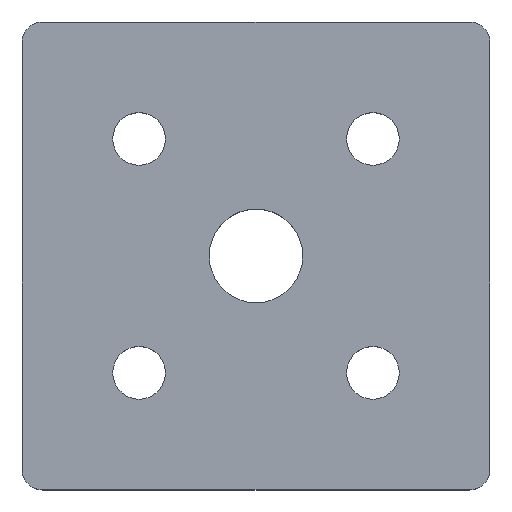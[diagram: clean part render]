
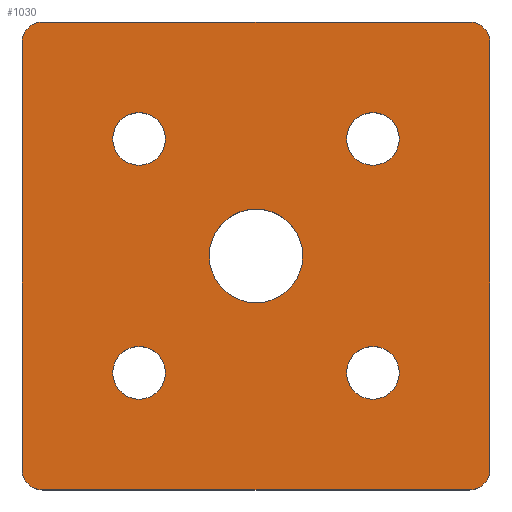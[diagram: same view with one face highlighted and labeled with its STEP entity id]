
A CAD part, top view. The second image highlights one B-rep face of the part: STEP entity #1030.
In plain terms, the highlighted planar face has unit normal (0, 0, 1).
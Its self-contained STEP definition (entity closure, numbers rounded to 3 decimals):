
#132=CARTESIAN_POINT('',(8.,0.0,15.0));
#133=VERTEX_POINT('',#132);
#149=CARTESIAN_POINT('',(-8.,0.,15.));
#150=VERTEX_POINT('',#149);
#157=CARTESIAN_POINT('',(0.,0.0,15.0));
#158=DIRECTION('',(0.0,0.0,-1.0));
#159=DIRECTION('',(1.0,0.0,0.0));
#160=AXIS2_PLACEMENT_3D('',#157,#158,#159);
#161=CIRCLE('',#160,8.0);
#162=EDGE_CURVE('',#133,#150,#161,.T.);
#174=CARTESIAN_POINT('',(24.5,-20.0,15.0));
#175=VERTEX_POINT('',#174);
#191=CARTESIAN_POINT('',(15.5,-20.,15.));
#192=VERTEX_POINT('',#191);
#199=CARTESIAN_POINT('',(20.0,-20.0,15.));
#200=DIRECTION('',(0.0,0.0,-1.0));
#201=DIRECTION('',(1.0,0.0,0.0));
#202=AXIS2_PLACEMENT_3D('',#199,#200,#201);
#203=CIRCLE('',#202,4.5);
#204=EDGE_CURVE('',#175,#192,#203,.T.);
#258=CARTESIAN_POINT('',(24.5,20.0,15.0));
#259=VERTEX_POINT('',#258);
#275=CARTESIAN_POINT('',(15.5,20.,15.));
#276=VERTEX_POINT('',#275);
#283=CARTESIAN_POINT('',(20.0,20.0,15.));
#284=DIRECTION('',(0.0,0.0,-1.0));
#285=DIRECTION('',(1.0,0.0,0.0));
#286=AXIS2_PLACEMENT_3D('',#283,#284,#285);
#287=CIRCLE('',#286,4.5);
#288=EDGE_CURVE('',#259,#276,#287,.T.);
#342=CARTESIAN_POINT('',(-15.5,20.0,15.0));
#343=VERTEX_POINT('',#342);
#359=CARTESIAN_POINT('',(-24.5,20.,15.));
#360=VERTEX_POINT('',#359);
#367=CARTESIAN_POINT('',(-20.0,20.0,15.));
#368=DIRECTION('',(0.0,0.0,-1.0));
#369=DIRECTION('',(1.0,0.0,0.0));
#370=AXIS2_PLACEMENT_3D('',#367,#368,#369);
#371=CIRCLE('',#370,4.5);
#372=EDGE_CURVE('',#343,#360,#371,.T.);
#426=CARTESIAN_POINT('',(-15.5,-20.0,15.0));
#427=VERTEX_POINT('',#426);
#443=CARTESIAN_POINT('',(-24.5,-20.,15.));
#444=VERTEX_POINT('',#443);
#451=CARTESIAN_POINT('',(-20.0,-20.0,15.));
#452=DIRECTION('',(0.0,0.0,-1.0));
#453=DIRECTION('',(1.0,0.0,0.0));
#454=AXIS2_PLACEMENT_3D('',#451,#452,#453);
#455=CIRCLE('',#454,4.5);
#456=EDGE_CURVE('',#427,#444,#455,.T.);
#737=CARTESIAN_POINT('',(40.0,-36.5,15.));
#738=VERTEX_POINT('',#737);
#745=CARTESIAN_POINT('',(36.5,-40.0,15.));
#746=VERTEX_POINT('',#745);
#747=CARTESIAN_POINT('',(36.5,-36.5,15.));
#748=DIRECTION('',(0.,0.,-1.));
#749=DIRECTION('',(0.707,-0.707,0.));
#750=AXIS2_PLACEMENT_3D('',#747,#748,#749);
#751=CIRCLE('',#750,3.5);
#752=EDGE_CURVE('',#738,#746,#751,.T.);
#769=CARTESIAN_POINT('',(40.0,36.5,15.));
#770=VERTEX_POINT('',#769);
#777=CARTESIAN_POINT('',(40.0,-36.5,15.));
#778=DIRECTION('',(0.0,1.0,0.0));
#779=VECTOR('',#778,73.0);
#780=LINE('',#777,#779);
#781=EDGE_CURVE('',#738,#770,#780,.T.);
#793=CARTESIAN_POINT('',(36.5,40.0,15.));
#794=VERTEX_POINT('',#793);
#801=CARTESIAN_POINT('',(36.5,36.5,15.));
#802=DIRECTION('',(0.,0.,-1.));
#803=DIRECTION('',(0.707,0.707,0.));
#804=AXIS2_PLACEMENT_3D('',#801,#802,#803);
#805=CIRCLE('',#804,3.5);
#806=EDGE_CURVE('',#794,#770,#805,.T.);
#818=CARTESIAN_POINT('',(-36.5,40.0,15.));
#819=VERTEX_POINT('',#818);
#826=CARTESIAN_POINT('',(36.5,40.0,15.));
#827=DIRECTION('',(-1.0,0.0,0.0));
#828=VECTOR('',#827,73.0);
#829=LINE('',#826,#828);
#830=EDGE_CURVE('',#794,#819,#829,.T.);
#904=CARTESIAN_POINT('',(-36.5,-40.0,15.));
#905=VERTEX_POINT('',#904);
#912=CARTESIAN_POINT('',(-40.0,-36.5,15.));
#913=VERTEX_POINT('',#912);
#914=CARTESIAN_POINT('',(-36.5,-36.5,15.));
#915=DIRECTION('',(0.,0.,-1.));
#916=DIRECTION('',(-0.707,-0.707,0.));
#917=AXIS2_PLACEMENT_3D('',#914,#915,#916);
#918=CIRCLE('',#917,3.5);
#919=EDGE_CURVE('',#905,#913,#918,.T.);
#937=CARTESIAN_POINT('',(-40.0,36.5,15.));
#938=VERTEX_POINT('',#937);
#939=CARTESIAN_POINT('',(-40.0,36.5,15.));
#940=DIRECTION('',(0.0,-1.0,0.0));
#941=VECTOR('',#940,73.0);
#942=LINE('',#939,#941);
#943=EDGE_CURVE('',#938,#913,#942,.T.);
#954=CARTESIAN_POINT('',(0.,0.0,15.0));
#955=DIRECTION('',(0.0,0.0,-1.0));
#956=DIRECTION('',(-1.0,0.0,0.0));
#957=AXIS2_PLACEMENT_3D('',#954,#955,#956);
#958=PLANE('',#957);
#959=ORIENTED_EDGE('',*,*,#919,.F.);
#960=CARTESIAN_POINT('',(-36.5,-40.0,15.));
#961=DIRECTION('',(1.0,0.0,0.0));
#962=VECTOR('',#961,73.0);
#963=LINE('',#960,#962);
#964=EDGE_CURVE('',#905,#746,#963,.T.);
#965=ORIENTED_EDGE('',*,*,#964,.T.);
#966=ORIENTED_EDGE('',*,*,#752,.F.);
#967=ORIENTED_EDGE('',*,*,#781,.T.);
#968=ORIENTED_EDGE('',*,*,#806,.F.);
#969=ORIENTED_EDGE('',*,*,#830,.T.);
#970=CARTESIAN_POINT('',(-36.5,36.5,15.));
#971=DIRECTION('',(0.,0.,-1.));
#972=DIRECTION('',(-0.707,0.707,0.));
#973=AXIS2_PLACEMENT_3D('',#970,#971,#972);
#974=CIRCLE('',#973,3.5);
#975=EDGE_CURVE('',#938,#819,#974,.T.);
#976=ORIENTED_EDGE('',*,*,#975,.F.);
#977=ORIENTED_EDGE('',*,*,#943,.T.);
#978=EDGE_LOOP('',(#959,#965,#966,#967,#968,#969,#976,#977));
#979=FACE_OUTER_BOUND('',#978,.T.);
#980=CARTESIAN_POINT('',(-20.0,-20.0,15.));
#981=DIRECTION('',(0.0,0.0,-1.0));
#982=DIRECTION('',(1.0,0.0,0.0));
#983=AXIS2_PLACEMENT_3D('',#980,#981,#982);
#984=CIRCLE('',#983,4.5);
#985=EDGE_CURVE('',#444,#427,#984,.T.);
#986=ORIENTED_EDGE('',*,*,#985,.T.);
#987=ORIENTED_EDGE('',*,*,#456,.T.);
#988=EDGE_LOOP('',(#986,#987));
#989=FACE_BOUND('',#988,.T.);
#990=CARTESIAN_POINT('',(-20.0,20.0,15.));
#991=DIRECTION('',(0.0,0.0,-1.0));
#992=DIRECTION('',(1.0,0.0,0.0));
#993=AXIS2_PLACEMENT_3D('',#990,#991,#992);
#994=CIRCLE('',#993,4.5);
#995=EDGE_CURVE('',#360,#343,#994,.T.);
#996=ORIENTED_EDGE('',*,*,#995,.T.);
#997=ORIENTED_EDGE('',*,*,#372,.T.);
#998=EDGE_LOOP('',(#996,#997));
#999=FACE_BOUND('',#998,.T.);
#1000=CARTESIAN_POINT('',(20.0,20.0,15.));
#1001=DIRECTION('',(0.0,0.0,-1.0));
#1002=DIRECTION('',(1.0,0.0,0.0));
#1003=AXIS2_PLACEMENT_3D('',#1000,#1001,#1002);
#1004=CIRCLE('',#1003,4.5);
#1005=EDGE_CURVE('',#276,#259,#1004,.T.);
#1006=ORIENTED_EDGE('',*,*,#1005,.T.);
#1007=ORIENTED_EDGE('',*,*,#288,.T.);
#1008=EDGE_LOOP('',(#1006,#1007));
#1009=FACE_BOUND('',#1008,.T.);
#1010=CARTESIAN_POINT('',(20.0,-20.0,15.));
#1011=DIRECTION('',(0.0,0.0,-1.0));
#1012=DIRECTION('',(1.0,0.0,0.0));
#1013=AXIS2_PLACEMENT_3D('',#1010,#1011,#1012);
#1014=CIRCLE('',#1013,4.5);
#1015=EDGE_CURVE('',#192,#175,#1014,.T.);
#1016=ORIENTED_EDGE('',*,*,#1015,.T.);
#1017=ORIENTED_EDGE('',*,*,#204,.T.);
#1018=EDGE_LOOP('',(#1016,#1017));
#1019=FACE_BOUND('',#1018,.T.);
#1020=CARTESIAN_POINT('',(0.,0.0,15.0));
#1021=DIRECTION('',(0.0,0.0,-1.0));
#1022=DIRECTION('',(1.0,0.0,0.0));
#1023=AXIS2_PLACEMENT_3D('',#1020,#1021,#1022);
#1024=CIRCLE('',#1023,8.0);
#1025=EDGE_CURVE('',#150,#133,#1024,.T.);
#1026=ORIENTED_EDGE('',*,*,#1025,.T.);
#1027=ORIENTED_EDGE('',*,*,#162,.T.);
#1028=EDGE_LOOP('',(#1026,#1027));
#1029=FACE_BOUND('',#1028,.T.);
#1030=ADVANCED_FACE('',(#979,#989,#999,#1009,#1019,#1029),#958,.F.);
